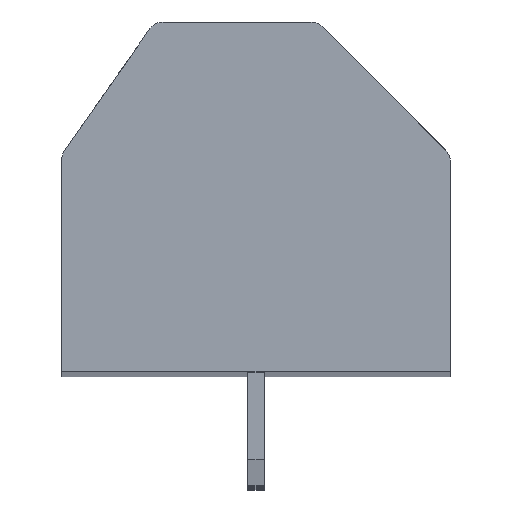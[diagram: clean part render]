
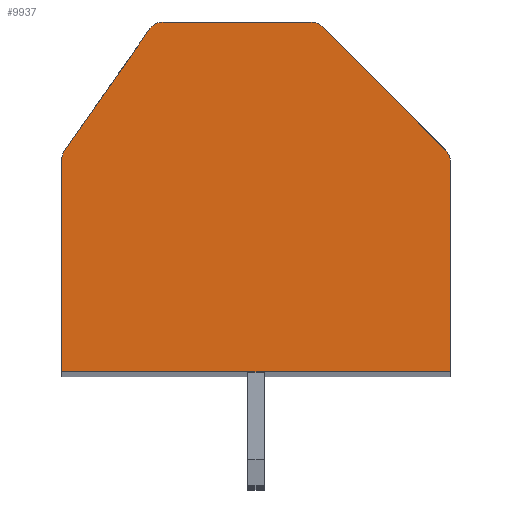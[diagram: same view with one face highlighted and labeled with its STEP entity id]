
A CAD part, top view. The second image highlights one B-rep face of the part: STEP entity #9937.
In plain terms, the highlighted planar face has unit normal (0, 0, 1).
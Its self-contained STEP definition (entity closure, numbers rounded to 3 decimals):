
#3157=CARTESIAN_POINT('',(1.693,4.899,3.));
#3158=DIRECTION('',(0.,0.,1.));
#3159=DIRECTION('',(0.707,0.707,0.));
#3160=AXIS2_PLACEMENT_3D('',#3157,#3158,#3159);
#3162=DIRECTION('',(-0.707,0.707,0.));
#3163=VECTOR('',#3162,5.383);
#3164=CARTESIAN_POINT('',(5.854,1.446,3.));
#3165=LINE('',#3164,#3163);
#3166=CARTESIAN_POINT('',(5.5,1.093,3.));
#3167=DIRECTION('',(0.,0.,1.));
#3168=DIRECTION('',(1.,0.,0.));
#3169=AXIS2_PLACEMENT_3D('',#3166,#3167,#3168);
#3171=DIRECTION('',(0.,1.,0.));
#3172=VECTOR('',#3171,6.493);
#3173=CARTESIAN_POINT('',(6.,-5.4,3.));
#3174=LINE('',#3173,#3172);
#3175=DIRECTION('',(1.,0.,0.));
#3176=VECTOR('',#3175,12.);
#3177=CARTESIAN_POINT('',(-6.,-5.4,3.));
#3178=LINE('',#3177,#3176);
#3179=DIRECTION('',(0.,-1.,0.));
#3180=VECTOR('',#3179,6.542);
#3181=CARTESIAN_POINT('',(-6.,1.142,3.));
#3182=LINE('',#3181,#3180);
#3183=CARTESIAN_POINT('',(-5.5,1.142,3.));
#3184=DIRECTION('',(0.,0.,1.));
#3185=DIRECTION('',(-0.819,0.574,0.));
#3186=AXIS2_PLACEMENT_3D('',#3183,#3184,#3185);
#3188=DIRECTION('',(-0.574,-0.819,0.));
#3189=VECTOR('',#3188,4.587);
#3190=CARTESIAN_POINT('',(-3.279,5.186,3.));
#3191=LINE('',#3190,#3189);
#3192=CARTESIAN_POINT('',(-2.869,4.899,3.));
#3193=DIRECTION('',(0.,0.,1.));
#3194=DIRECTION('',(0.,1.,0.));
#3195=AXIS2_PLACEMENT_3D('',#3192,#3193,#3194);
#3197=DIRECTION('',(-1.,0.,0.));
#3198=VECTOR('',#3197,4.563);
#3199=CARTESIAN_POINT('',(1.693,5.399,3.));
#3200=LINE('',#3199,#3198);
#4157=CARTESIAN_POINT('',(-6.,-5.4,3.));
#4158=CARTESIAN_POINT('',(6.,-5.4,3.));
#4159=VERTEX_POINT('',#4157);
#4160=VERTEX_POINT('',#4158);
#4469=CARTESIAN_POINT('',(2.047,5.253,3.));
#4470=VERTEX_POINT('',#4469);
#4471=CARTESIAN_POINT('',(1.693,5.399,3.));
#4472=VERTEX_POINT('',#4471);
#4477=CARTESIAN_POINT('',(6.,1.093,3.));
#4478=VERTEX_POINT('',#4477);
#4479=CARTESIAN_POINT('',(5.854,1.446,3.));
#4480=VERTEX_POINT('',#4479);
#4485=CARTESIAN_POINT('',(-2.869,5.399,3.));
#4486=VERTEX_POINT('',#4485);
#4487=CARTESIAN_POINT('',(-3.279,5.186,3.));
#4488=VERTEX_POINT('',#4487);
#4493=CARTESIAN_POINT('',(-5.91,1.429,3.));
#4494=VERTEX_POINT('',#4493);
#4495=CARTESIAN_POINT('',(-6.,1.142,3.));
#4496=VERTEX_POINT('',#4495);
#9920=CARTESIAN_POINT('',(0.,0.,3.));
#9921=DIRECTION('',(0.,0.,1.));
#9922=DIRECTION('',(1.,0.,0.));
#9923=AXIS2_PLACEMENT_3D('',#9920,#9921,#9922);
#9924=PLANE('',#9923);
#9925=ORIENTED_EDGE('',*,*,#5521,.F.);
#9926=ORIENTED_EDGE('',*,*,#5537,.F.);
#9927=ORIENTED_EDGE('',*,*,#7743,.F.);
#9928=ORIENTED_EDGE('',*,*,#7758,.F.);
#9929=ORIENTED_EDGE('',*,*,#7771,.F.);
#9930=ORIENTED_EDGE('',*,*,#7954,.F.);
#9931=ORIENTED_EDGE('',*,*,#7969,.F.);
#9932=ORIENTED_EDGE('',*,*,#7982,.F.);
#9933=ORIENTED_EDGE('',*,*,#9901,.F.);
#9934=ORIENTED_EDGE('',*,*,#9913,.F.);
#9935=EDGE_LOOP('',(#9925,#9926,#9927,#9928,#9929,#9930,#9931,#9932,#9933,
#9934));
#9936=FACE_OUTER_BOUND('',#9935,.F.);
#3161=CIRCLE('',#3160,0.5);
#3170=CIRCLE('',#3169,0.5);
#3187=CIRCLE('',#3186,0.5);
#3196=CIRCLE('',#3195,0.5);
#5521=EDGE_CURVE('',#4470,#4472,#3161,.T.);
#5537=EDGE_CURVE('',#4480,#4470,#3165,.T.);
#7743=EDGE_CURVE('',#4478,#4480,#3170,.T.);
#7758=EDGE_CURVE('',#4160,#4478,#3174,.T.);
#7771=EDGE_CURVE('',#4159,#4160,#3178,.T.);
#7954=EDGE_CURVE('',#4496,#4159,#3182,.T.);
#7969=EDGE_CURVE('',#4494,#4496,#3187,.T.);
#7982=EDGE_CURVE('',#4488,#4494,#3191,.T.);
#9901=EDGE_CURVE('',#4486,#4488,#3196,.T.);
#9913=EDGE_CURVE('',#4472,#4486,#3200,.T.);
#9937=ADVANCED_FACE('',(#9936),#9924,.T.);
